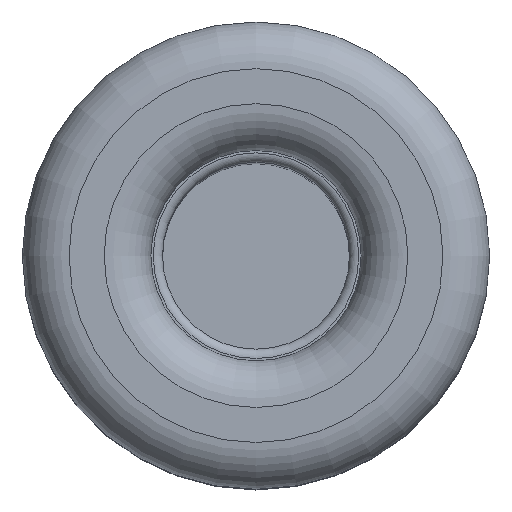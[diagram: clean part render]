
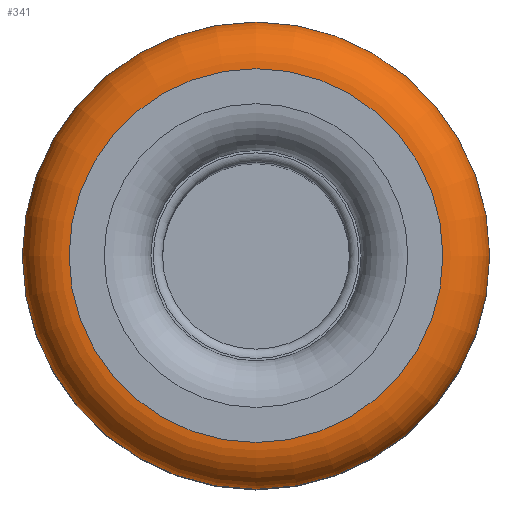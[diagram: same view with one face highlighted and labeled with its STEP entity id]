
A CAD part, top view. The second image highlights one B-rep face of the part: STEP entity #341.
In plain terms, the highlighted toroidal (fillet/blend) face has major radius 4 mm and minor radius 1 mm.
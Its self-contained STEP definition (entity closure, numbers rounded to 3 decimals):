
#53=TOROIDAL_SURFACE('',#381,4.,1.);
#58=FACE_BOUND('',#114,.T.);
#80=FACE_OUTER_BOUND('',#113,.T.);
#113=EDGE_LOOP('',(#258));
#114=EDGE_LOOP('',(#259));
#163=CIRCLE('',#380,4.);
#164=CIRCLE('',#382,5.);
#190=VERTEX_POINT('',#566);
#191=VERTEX_POINT('',#569);
#221=EDGE_CURVE('',#190,#190,#163,.T.);
#222=EDGE_CURVE('',#191,#191,#164,.T.);
#258=ORIENTED_EDGE('',*,*,#221,.T.);
#259=ORIENTED_EDGE('',*,*,#222,.T.);
#341=ADVANCED_FACE('',(#80,#58),#53,.T.);
#380=AXIS2_PLACEMENT_3D('',#567,#446,#447);
#381=AXIS2_PLACEMENT_3D('',#568,#448,#449);
#382=AXIS2_PLACEMENT_3D('',#570,#450,#451);
#446=DIRECTION('center_axis',(0.,0.,-1.));
#447=DIRECTION('ref_axis',(-1.,0.,0.));
#448=DIRECTION('center_axis',(0.,0.,-1.));
#449=DIRECTION('ref_axis',(-1.,0.,0.));
#450=DIRECTION('center_axis',(0.,0.,1.));
#451=DIRECTION('ref_axis',(-1.,0.,0.));
#566=CARTESIAN_POINT('',(4.,0.,9.3));
#567=CARTESIAN_POINT('Origin',(0.,0.,9.3));
#568=CARTESIAN_POINT('Origin',(0.,0.,8.3));
#569=CARTESIAN_POINT('',(5.,0.,8.3));
#570=CARTESIAN_POINT('Origin',(0.,0.,8.3));
